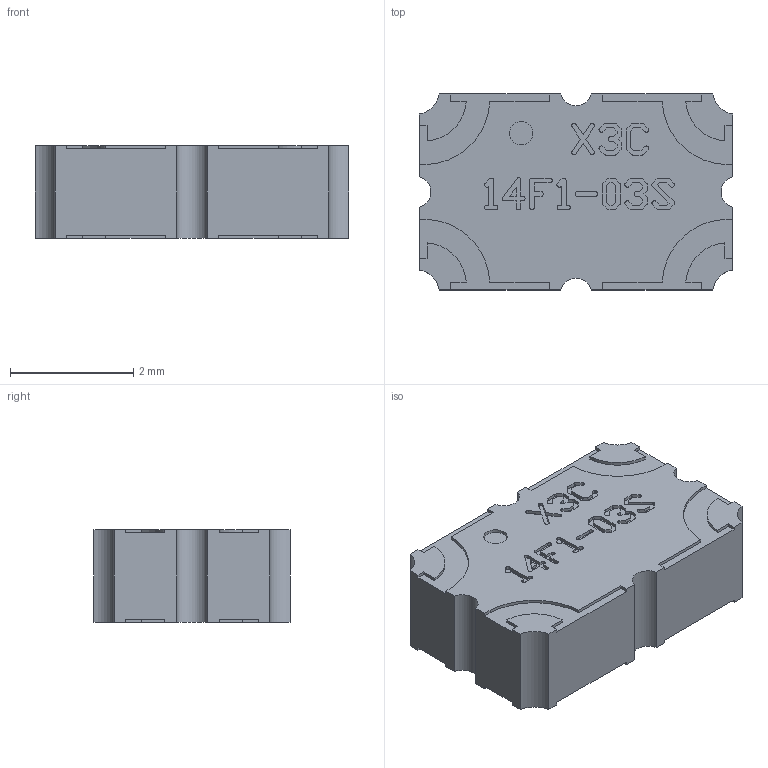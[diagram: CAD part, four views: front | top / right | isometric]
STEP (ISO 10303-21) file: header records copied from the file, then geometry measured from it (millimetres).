
FILE_DESCRIPTION (( 'STEP AP203' ), '1' );
FILE_NAME ('X3C14F1-03S.STEP', '2025-04-03T16:43:14', ( '' ), ( '' ), 'SwSTEP 2.0', 'SolidWorks 2023', '' );
FILE_SCHEMA (( 'CONFIG_CONTROL_DESIGN' ));
Length unit declared in the file: inch
Products named in the file (1): X3C14F1-03S
Bounding box: 5.08 x 3.17 x 1.5 mm (x, y, z)
Volume: 22.9 mm3; surface area: 58.3 mm2
Topology: 1 solids, 1 shells, 391 faces, 1122 edges, 748 vertices
Faces by surface type: plane 267, cylinder 124
Entity records: 12843 total; most frequent: CARTESIAN_POINT 2262, ORIENTED_EDGE 2244, DIRECTION 2154, EDGE_CURVE 1122, LINE 874, VECTOR 874, VERTEX_POINT 748, AXIS2_PLACEMENT_3D 640
